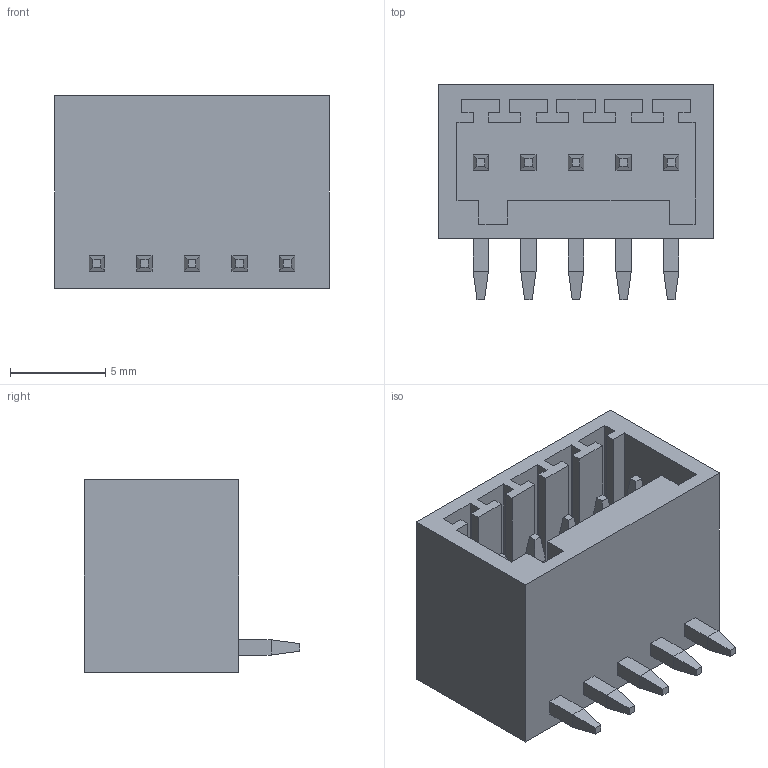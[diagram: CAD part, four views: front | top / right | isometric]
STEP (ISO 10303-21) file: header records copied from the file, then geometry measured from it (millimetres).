
FILE_DESCRIPTION(('CATIA V5R24 STEP','CAx-IF Rec.Pracs.--- Model Styling and Organization---1.2---2011-12-15'),'2;1');
FILE_NAME ('D1462129_0', '2016-04-19T14:07:34+00:00', ('Weidmueller Interface'), ('Weidmueller'), 'CATIA Version 5-6 Release 2014 SP4', 'CATIA V5 STEP AP214', 'none');
FILE_SCHEMA(('AUTOMOTIVE_DESIGN { 1 0 10303 214 1 1 1 1 }'));
Length unit declared in the file: millimetre
Products named in the file (1): 2439780000_SL 2.50/05/90G 3.2SN BK BX
Bounding box: 14.4 x 11.3 x 10.1 mm (x, y, z)
Volume: 781.2 mm3; surface area: 1233 mm2
Topology: 5 solids, 6 shells, 177 faces, 422 edges, 268 vertices
Faces by surface type: plane 177
Entity records: 5151 total; most frequent: CARTESIAN_POINT 868, ORIENTED_EDGE 844, DIRECTION 776, VECTOR 422, EDGE_CURVE 422, LINE 422, VERTEX_POINT 268, EDGE_LOOP 188
